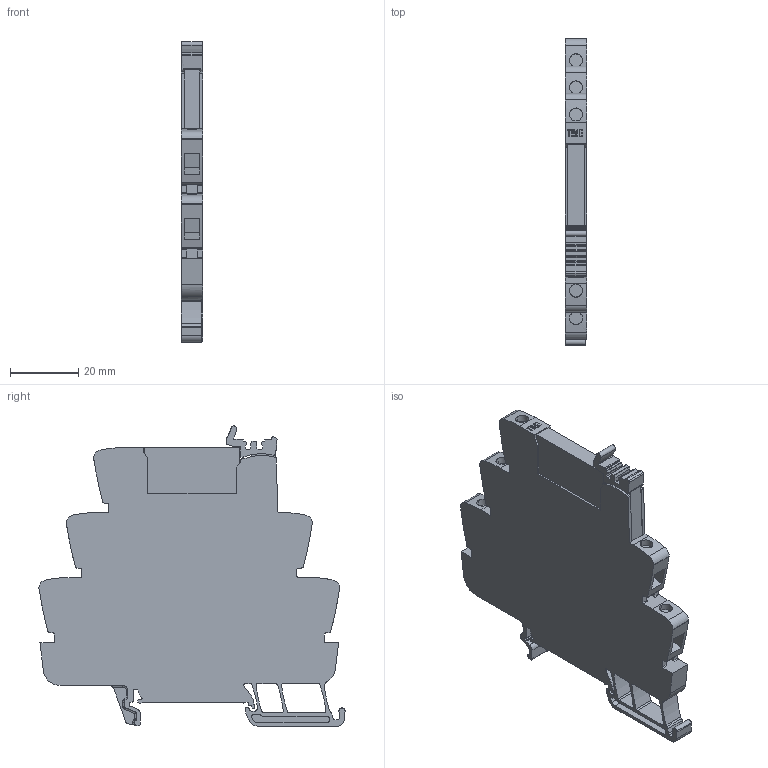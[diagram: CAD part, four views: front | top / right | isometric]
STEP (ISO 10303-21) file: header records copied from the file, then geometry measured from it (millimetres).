
FILE_DESCRIPTION(('CATIA V5 STEP Exchange','CAx-IF Rec.Pracs.--- Model Styling and Organization---1.4--- 2014-01-23'),'2;1');
FILE_NAME ('D1363798_1_2639560000_S3D_TRS_T_24VDC_1CO_M3.stp','2019-02-18T14:03:30+00:00',('none'),('Weidmueller'),'CATIA Version 5-6 Release 2016 SP3 HF44','CATIA V5 STEP AP214','none');
FILE_SCHEMA(('AUTOMOTIVE_DESIGN { 1 0 10303 214 1 1 1 1 }'));
Length unit declared in the file: millimetre
Products named in the file (1): 2639560000
Bounding box: 6.4 x 89.55 x 87.83 mm (x, y, z)
Volume: 31338.8 mm3; surface area: 17364.7 mm2
Topology: 20 solids, 20 shells, 660 faces, 1954 edges, 1352 vertices
Faces by surface type: plane 446, cylinder 192, torus 10, sphere 8, bspline 2, extrusion 2
Entity records: 21932 total; most frequent: CARTESIAN_POINT 4224, ORIENTED_EDGE 3888, DIRECTION 2878, EDGE_CURVE 1944, VECTOR 1422, LINE 1420, VERTEX_POINT 1352, AXIS2_PLACEMENT_3D 948
